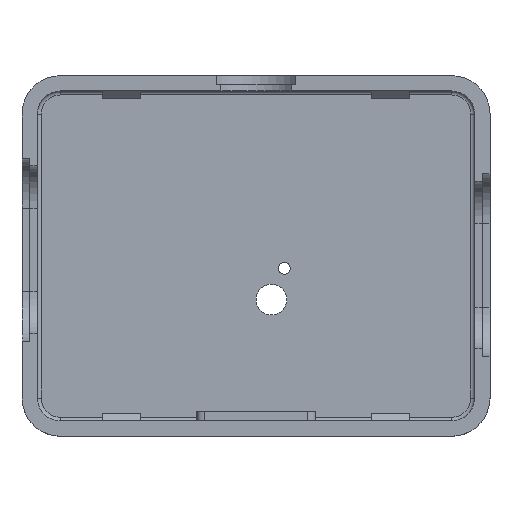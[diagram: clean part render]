
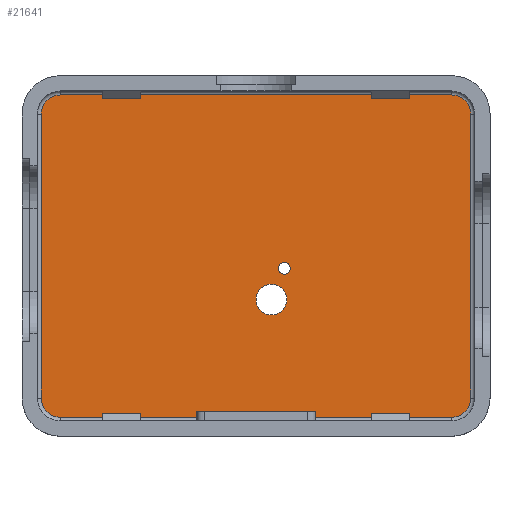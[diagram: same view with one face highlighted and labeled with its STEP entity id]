
A CAD part, top view. The second image highlights one B-rep face of the part: STEP entity #21641.
In plain terms, the highlighted planar face has unit normal (0, 0, 1).
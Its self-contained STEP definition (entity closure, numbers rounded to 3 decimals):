
#2601=FACE_BOUND('',#5261,.T.);
#2602=FACE_BOUND('',#5262,.T.);
#2879=PLANE('',#22056);
#4032=FACE_OUTER_BOUND('',#5260,.T.);
#5260=EDGE_LOOP('',(#20345,#20346,#20347,#20348,#20349,#20350,#20351,#20352));
#5261=EDGE_LOOP('',(#20353));
#5262=EDGE_LOOP('',(#20354));
#6799=LINE('',#45256,#8326);
#6800=LINE('',#45258,#8327);
#6803=LINE('',#45263,#8330);
#6804=LINE('',#45265,#8331);
#8326=VECTOR('',#24357,10.);
#8327=VECTOR('',#24360,10.);
#8330=VECTOR('',#24367,10.);
#8331=VECTOR('',#24370,10.);
#8390=CIRCLE('',#21839,2.);
#8391=CIRCLE('',#21841,0.75);
#8395=CIRCLE('',#22034,2.5);
#8399=CIRCLE('',#22039,2.5);
#8402=CIRCLE('',#22043,2.5);
#8406=CIRCLE('',#22048,2.5);
#9667=VERTEX_POINT('',#32682);
#9668=VERTEX_POINT('',#32686);
#10591=VERTEX_POINT('',#45229);
#10592=VERTEX_POINT('',#45231);
#10593=VERTEX_POINT('',#45236);
#10594=VERTEX_POINT('',#45238);
#10595=VERTEX_POINT('',#45242);
#10596=VERTEX_POINT('',#45244);
#10598=VERTEX_POINT('',#45250);
#10599=VERTEX_POINT('',#45252);
#12121=EDGE_CURVE('',#9667,#9667,#8390,.T.);
#12123=EDGE_CURVE('',#9668,#9668,#8391,.T.);
#13852=EDGE_CURVE('',#10592,#10591,#8395,.T.);
#13856=EDGE_CURVE('',#10594,#10593,#8399,.T.);
#13859=EDGE_CURVE('',#10596,#10595,#8402,.T.);
#13863=EDGE_CURVE('',#10599,#10598,#8406,.T.);
#13865=EDGE_CURVE('',#10595,#10599,#6799,.T.);
#13866=EDGE_CURVE('',#10598,#10594,#6800,.T.);
#13869=EDGE_CURVE('',#10591,#10596,#6803,.T.);
#13870=EDGE_CURVE('',#10593,#10592,#6804,.T.);
#20345=ORIENTED_EDGE('',*,*,#13863,.T.);
#20346=ORIENTED_EDGE('',*,*,#13866,.T.);
#20347=ORIENTED_EDGE('',*,*,#13856,.T.);
#20348=ORIENTED_EDGE('',*,*,#13870,.T.);
#20349=ORIENTED_EDGE('',*,*,#13852,.T.);
#20350=ORIENTED_EDGE('',*,*,#13869,.T.);
#20351=ORIENTED_EDGE('',*,*,#13859,.T.);
#20352=ORIENTED_EDGE('',*,*,#13865,.T.);
#20353=ORIENTED_EDGE('',*,*,#12121,.T.);
#20354=ORIENTED_EDGE('',*,*,#12123,.T.);
#21641=ADVANCED_FACE('',(#4032,#2601,#2602),#2879,.F.);
#21839=AXIS2_PLACEMENT_3D('',#32684,#22970,#22971);
#21841=AXIS2_PLACEMENT_3D('',#32688,#22975,#22976);
#22034=AXIS2_PLACEMENT_3D('',#45232,#24323,#24324);
#22039=AXIS2_PLACEMENT_3D('',#45239,#24333,#24334);
#22043=AXIS2_PLACEMENT_3D('',#45245,#24341,#24342);
#22048=AXIS2_PLACEMENT_3D('',#45253,#24351,#24352);
#22056=AXIS2_PLACEMENT_3D('',#45268,#24374,#24375);
#22970=DIRECTION('center_axis',(0.,0.,-1.));
#22971=DIRECTION('ref_axis',(1.,0.,0.));
#22975=DIRECTION('center_axis',(0.,0.,-1.));
#22976=DIRECTION('ref_axis',(1.,0.,0.));
#24323=DIRECTION('center_axis',(0.,0.,1.));
#24324=DIRECTION('ref_axis',(-0.707,0.707,0.));
#24333=DIRECTION('center_axis',(0.,0.,1.));
#24334=DIRECTION('ref_axis',(0.707,0.707,0.));
#24341=DIRECTION('center_axis',(0.,0.,1.));
#24342=DIRECTION('ref_axis',(-0.707,-0.707,0.));
#24351=DIRECTION('center_axis',(0.,0.,1.));
#24352=DIRECTION('ref_axis',(0.707,-0.707,0.));
#24357=DIRECTION('',(1.,0.,0.));
#24360=DIRECTION('',(0.,1.,0.));
#24367=DIRECTION('',(0.,-1.,0.));
#24370=DIRECTION('',(-1.,0.,0.));
#24374=DIRECTION('center_axis',(0.,0.,-1.));
#24375=DIRECTION('ref_axis',(0.,1.,0.));
#32682=CARTESIAN_POINT('',(-30.5,17.825,2.));
#32684=CARTESIAN_POINT('Origin',(-28.5,17.825,2.));
#32686=CARTESIAN_POINT('',(-27.55,21.9,2.));
#32688=CARTESIAN_POINT('Origin',(-26.8,21.9,2.));
#45229=CARTESIAN_POINT('',(-58.5,42.,2.));
#45231=CARTESIAN_POINT('',(-56.,44.5,2.));
#45232=CARTESIAN_POINT('Origin',(-56.,42.,2.));
#45236=CARTESIAN_POINT('',(-5.,44.5,2.));
#45238=CARTESIAN_POINT('',(-2.5,42.,2.));
#45239=CARTESIAN_POINT('Origin',(-5.,42.,2.));
#45242=CARTESIAN_POINT('',(-56.,2.5,2.));
#45244=CARTESIAN_POINT('',(-58.5,5.,2.));
#45245=CARTESIAN_POINT('Origin',(-56.,5.,2.));
#45250=CARTESIAN_POINT('',(-2.5,5.,2.));
#45252=CARTESIAN_POINT('',(-5.,2.5,2.));
#45253=CARTESIAN_POINT('Origin',(-5.,5.,2.));
#45256=CARTESIAN_POINT('',(-15.25,2.5,2.));
#45258=CARTESIAN_POINT('',(-2.5,35.25,2.));
#45263=CARTESIAN_POINT('',(-58.5,11.75,2.));
#45265=CARTESIAN_POINT('',(-45.75,44.5,2.));
#45268=CARTESIAN_POINT('Origin',(-30.5,23.5,2.));
